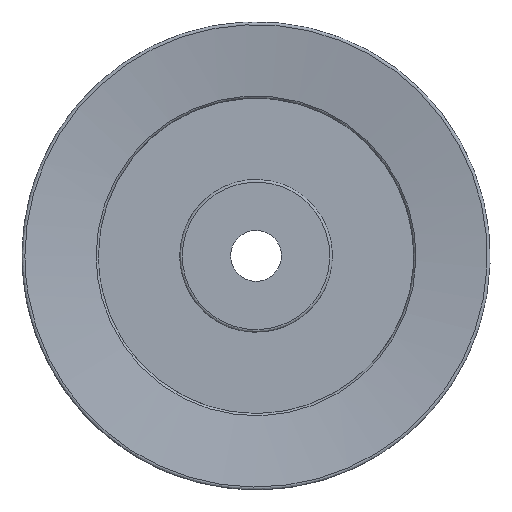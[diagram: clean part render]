
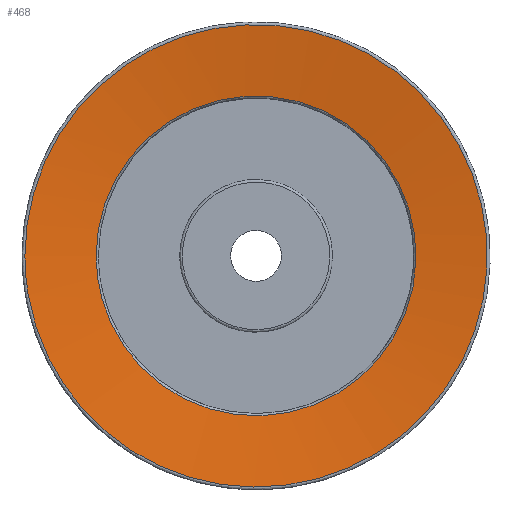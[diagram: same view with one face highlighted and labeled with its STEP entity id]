
A CAD part, left-side view. The second image highlights one B-rep face of the part: STEP entity #468.
In plain terms, the highlighted free-form (B-spline) face has degree [2, 1] with [7, 2] control points.
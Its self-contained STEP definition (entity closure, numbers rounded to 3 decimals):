
#353 = VERTEX_POINT('',#354);
#354 = CARTESIAN_POINT('',(-26.41,66.107,
    0.));
#360 = EDGE_CURVE('',#353,#353,#361,.T.);
#361 = B_SPLINE_CURVE_WITH_KNOTS('',10,(#362,#363,#364,#365,#366,#367,
    #368,#369,#370,#371,#372,#373,#374,#375,#376,#377,#378,#379,#380,
    #381),.UNSPECIFIED.,.T.,.F.,(1,10,9,10,1),(-194.779,0.,
    194.779,389.557,584.336),.UNSPECIFIED.);
#362 = CARTESIAN_POINT('',(-26.41,66.107,
    0.));
#363 = CARTESIAN_POINT('',(-26.41,66.107,
    20.468));
#364 = CARTESIAN_POINT('',(-26.41,59.065,
    41.246));
#365 = CARTESIAN_POINT('',(-26.41,44.629,
    59.419));
#366 = CARTESIAN_POINT('',(-26.41,23.933,
    71.8));
#367 = CARTESIAN_POINT('',(-26.41,-0.017,
    76.018));
#368 = CARTESIAN_POINT('',(-26.41,-23.878,
    71.698));
#369 = CARTESIAN_POINT('',(-26.41,-44.362,
    59.453));
#370 = CARTESIAN_POINT('',(-26.41,-58.857,
    41.537));
#371 = CARTESIAN_POINT('',(-26.41,-66.107,
    20.768));
#372 = CARTESIAN_POINT('',(-26.41,-66.107,
    -20.768));
#373 = CARTESIAN_POINT('',(-26.41,-58.857,
    -41.537));
#374 = CARTESIAN_POINT('',(-26.41,-44.362,
    -59.453));
#375 = CARTESIAN_POINT('',(-26.41,-23.878,
    -71.698));
#376 = CARTESIAN_POINT('',(-26.41,-0.017,
    -76.018));
#377 = CARTESIAN_POINT('',(-26.41,23.933,
    -71.8));
#378 = CARTESIAN_POINT('',(-26.41,44.629,
    -59.419));
#379 = CARTESIAN_POINT('',(-26.41,59.065,
    -41.246));
#380 = CARTESIAN_POINT('',(-26.41,66.107,
    -20.468));
#381 = CARTESIAN_POINT('',(-26.41,66.107,
    0.));
#468 = ADVANCED_FACE('',(#469),#503,.F.);
#469 = FACE_BOUND('',#470,.F.);
#470 = EDGE_LOOP('',(#471,#496,#501,#502));
#471 = ORIENTED_EDGE('',*,*,#472,.T.);
#472 = EDGE_CURVE('',#473,#473,#475,.T.);
#473 = VERTEX_POINT('',#474);
#474 = CARTESIAN_POINT('',(-30.335,95.549,
    0.));
#475 = ( BOUNDED_CURVE() B_SPLINE_CURVE(10,(#476,#477,#478,#479,#480,
    #481,#482,#483,#484,#485,#486,#487,#488,#489,#490,#491,#492,#493,
#494,#495),.UNSPECIFIED.,.T.,.F.) B_SPLINE_CURVE_WITH_KNOTS((1,10,9,10,1
    ),(-289.027,0.,289.027,578.053,
867.08),.UNSPECIFIED.) CURVE() GEOMETRIC_REPRESENTATION_ITEM() 
RATIONAL_B_SPLINE_CURVE((1.,1.,1.,1.,1.,1.,
    1.,1.,1.,1.,1.,1.,1.,1.,1.,1.,1.,1.,1.,1.)) 
REPRESENTATION_ITEM('') );
#476 = CARTESIAN_POINT('',(-30.335,95.549,
    0.));
#477 = CARTESIAN_POINT('',(-30.335,95.549,
    29.584));
#478 = CARTESIAN_POINT('',(-30.335,85.371,
    59.616));
#479 = CARTESIAN_POINT('',(-30.335,64.506,
    85.883));
#480 = CARTESIAN_POINT('',(-30.335,34.593,
    103.778));
#481 = CARTESIAN_POINT('',(-30.335,-0.025,
    109.875));
#482 = CARTESIAN_POINT('',(-30.335,-34.513,
    103.631));
#483 = CARTESIAN_POINT('',(-30.335,-64.12,
    85.933));
#484 = CARTESIAN_POINT('',(-30.335,-85.07,
    60.036));
#485 = CARTESIAN_POINT('',(-30.335,-95.549,
    30.018));
#486 = CARTESIAN_POINT('',(-30.335,-95.549,
    -30.018));
#487 = CARTESIAN_POINT('',(-30.335,-85.07,
    -60.036));
#488 = CARTESIAN_POINT('',(-30.335,-64.12,
    -85.933));
#489 = CARTESIAN_POINT('',(-30.335,-34.513,
    -103.631));
#490 = CARTESIAN_POINT('',(-30.335,-0.025,
    -109.875));
#491 = CARTESIAN_POINT('',(-30.335,34.593,
    -103.778));
#492 = CARTESIAN_POINT('',(-30.335,64.506,
    -85.883));
#493 = CARTESIAN_POINT('',(-30.335,85.371,
    -59.616));
#494 = CARTESIAN_POINT('',(-30.335,95.549,
    -29.584));
#495 = CARTESIAN_POINT('',(-30.335,95.549,
    0.));
#496 = ORIENTED_EDGE('',*,*,#497,.F.);
#497 = EDGE_CURVE('',#353,#473,#498,.T.);
#498 = B_SPLINE_CURVE_WITH_KNOTS('',1,(#499,#500),.UNSPECIFIED.,.F.,.F.,
  (2,2),(0.876,29.123),.PIECEWISE_BEZIER_KNOTS.);
#499 = CARTESIAN_POINT('',(-26.41,66.107,0.));
#500 = CARTESIAN_POINT('',(-30.335,95.549,0.));
#501 = ORIENTED_EDGE('',*,*,#360,.F.);
#502 = ORIENTED_EDGE('',*,*,#497,.T.);
#503 = ( BOUNDED_SURFACE() B_SPLINE_SURFACE(2,1,(
    (#504,#505)
    ,(#506,#507)
    ,(#508,#509)
    ,(#510,#511)
    ,(#512,#513)
    ,(#514,#515)
,(#516,#517
    )),.UNSPECIFIED.,.T.,.F.,.F.) B_SPLINE_SURFACE_WITH_KNOTS((1,2,2,2,2
    ,1),(2,2),(-2.094,0.,2.094,4.189,
    6.283,8.378),(0.875,29.123),
.UNSPECIFIED.) GEOMETRIC_REPRESENTATION_ITEM() RATIONAL_B_SPLINE_SURFACE
((
    (1.,1.)
    ,(0.5,0.5)
    ,(1.,1.)
    ,(0.5,0.5)
    ,(1.,1.)
    ,(0.5,0.5)
,(1.,1.))) REPRESENTATION_ITEM('') SURFACE() );
#504 = CARTESIAN_POINT('',(-26.41,66.107,
    0.));
#505 = CARTESIAN_POINT('',(-30.335,95.549,
    0.));
#506 = CARTESIAN_POINT('',(-26.41,66.107,
    -114.5));
#507 = CARTESIAN_POINT('',(-30.335,95.549,
    -165.497));
#508 = CARTESIAN_POINT('',(-26.41,-33.053,
    -57.25));
#509 = CARTESIAN_POINT('',(-30.335,-47.775,
    -82.748));
#510 = CARTESIAN_POINT('',(-26.41,-132.214,
    0.));
#511 = CARTESIAN_POINT('',(-30.335,-191.099,
    0.));
#512 = CARTESIAN_POINT('',(-26.41,-33.053,
    57.25));
#513 = CARTESIAN_POINT('',(-30.335,-47.775,
    82.748));
#514 = CARTESIAN_POINT('',(-26.41,66.107,
    114.5));
#515 = CARTESIAN_POINT('',(-30.335,95.549,165.497
    ));
#516 = CARTESIAN_POINT('',(-26.41,66.107,
    0.));
#517 = CARTESIAN_POINT('',(-30.335,95.549,
    0.));
